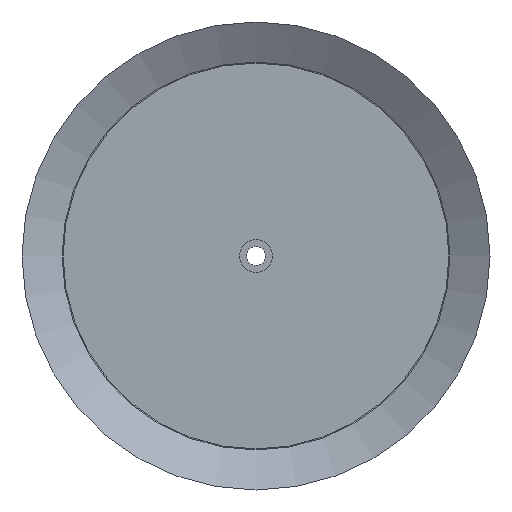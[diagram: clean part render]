
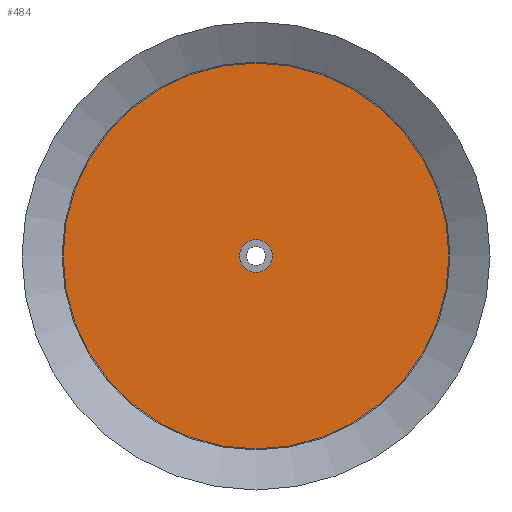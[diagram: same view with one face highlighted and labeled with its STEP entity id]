
A CAD part, front view. The second image highlights one B-rep face of the part: STEP entity #484.
In plain terms, the highlighted planar face has unit normal (0, -1, 0).
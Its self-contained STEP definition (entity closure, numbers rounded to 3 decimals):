
#69=PLANE('',#561);
#97=CIRCLE('',#560,41.233);
#98=CIRCLE('',#562,3.5);
#201=ORIENTED_EDGE('',*,*,#260,.F.);
#202=ORIENTED_EDGE('',*,*,#259,.T.);
#259=EDGE_CURVE('',#301,#301,#97,.T.);
#260=EDGE_CURVE('',#302,#302,#98,.F.);
#301=VERTEX_POINT('',#875);
#302=VERTEX_POINT('',#878);
#371=EDGE_LOOP('',(#201));
#372=EDGE_LOOP('',(#202));
#433=FACE_BOUND('',#371,.T.);
#434=FACE_BOUND('',#372,.T.);
#484=ADVANCED_FACE('',(#433,#434),#69,.F.);
#560=AXIS2_PLACEMENT_3D('',#874,#700,#701);
#561=AXIS2_PLACEMENT_3D('',#876,#702,#703);
#562=AXIS2_PLACEMENT_3D('',#877,#704,#705);
#700=DIRECTION('',(0.,-1.,0.));
#701=DIRECTION('',(0.,0.,-1.));
#702=DIRECTION('',(0.,1.,0.));
#703=DIRECTION('',(0.,0.,1.));
#704=DIRECTION('',(0.,1.,0.));
#705=DIRECTION('',(0.,0.,1.));
#874=CARTESIAN_POINT('',(0.,5.,0.));
#875=CARTESIAN_POINT('',(0.,5.,-41.233));
#876=CARTESIAN_POINT('',(41.233,5.,0.));
#877=CARTESIAN_POINT('',(0.,5.,0.));
#878=CARTESIAN_POINT('',(0.,5.,3.5));
